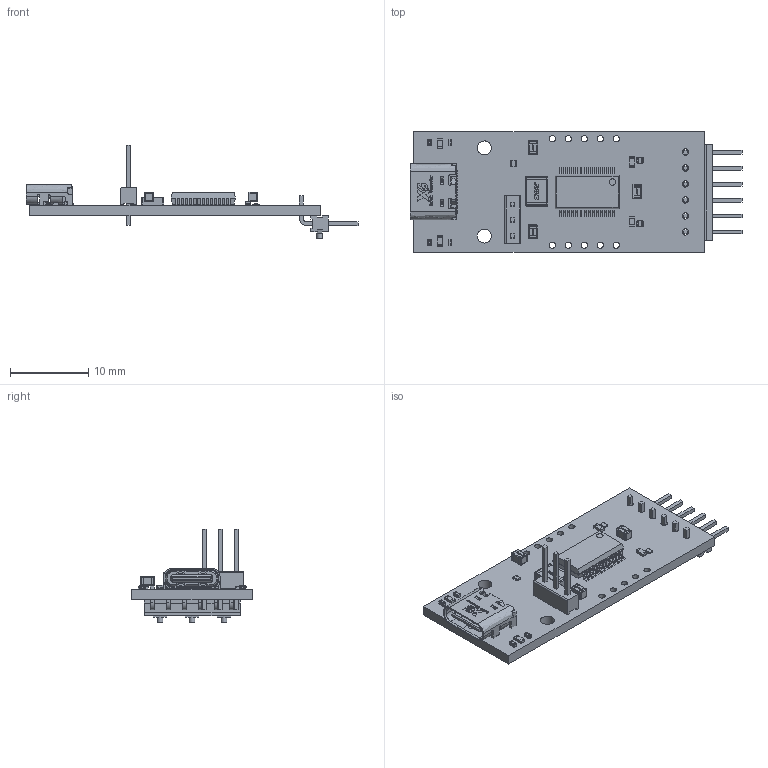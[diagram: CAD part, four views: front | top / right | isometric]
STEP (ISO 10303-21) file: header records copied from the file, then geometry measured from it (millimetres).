
FILE_DESCRIPTION(('FreeCAD Model'),'2;1');
FILE_NAME('Open CASCADE Shape Model','2025-04-30T05:27:48',('FreeCAD'),( 'FreeCAD'),'Open CASCADE STEP processor 7.6','FreeCAD','Unknown');
FILE_SCHEMA(('AUTOMOTIVE_DESIGN { 1 0 10303 214 1 1 1 1 }'));
Products named in the file (1): Open CASCADE STEP translator 7.6 1
Bounding box: 42.37 x 15.34 x 11.96 mm (x, y, z)
Volume: 960.6 mm3; surface area: 2274.4 mm2
Topology: 110 solids, 110 shells, 3799 faces, 10061 edges, 6298 vertices
Faces by surface type: bspline 3799
Entity records: 106251 total; most frequent: CARTESIAN_POINT 48084, ORIENTED_EDGE 19738, EDGE_CURVE 9869, B_SPLINE_CURVE_WITH_KNOTS 7817, VERTEX_POINT 6298, FACE_BOUND 3895, EDGE_LOOP 3895, ADVANCED_FACE 3799
